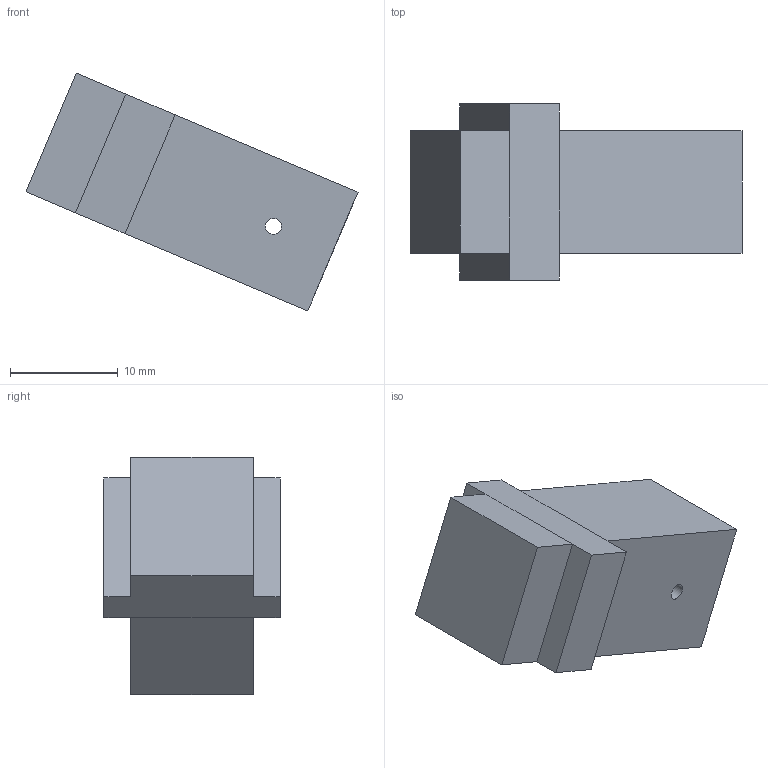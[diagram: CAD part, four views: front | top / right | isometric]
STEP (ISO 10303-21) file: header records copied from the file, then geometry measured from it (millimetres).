
FILE_DESCRIPTION(/* description */ (''),/* implementation_level */ '2;1');
FILE_NAME(/* name */ 'federhülse.step',/* time_stamp */ '2021-12-01T20:38:52+01:00',/* author */ (''),/* organization */ (''),/* preprocessor_version */ 'ST-DEVELOPER v18.1',/* originating_system */ 'Autodesk Translation Framework v10.10.0.1391',/* authorisation */ '');
FILE_SCHEMA (('AUTOMOTIVE_DESIGN { 1 0 10303 214 3 1 1 }'));
Length unit declared in the file: millimetre
Products named in the file (2): Innenträger; Umrisshülle
Assembly tree (1 placements, depth 2):
  Innenträger
    Umrisshülle
Bounding box: 30.88 x 16.4 x 22.12 mm (x, y, z)
Volume: 3875.6 mm3; surface area: 2006.4 mm2
Topology: 1 solids, 1 shells, 31 faces, 77 edges, 48 vertices
Faces by surface type: plane 26, cylinder 5
Full cylindrical faces by diameter (mm): 1.5 x2
Entity records: 969 total; most frequent: CARTESIAN_POINT 159, DIRECTION 155, ORIENTED_EDGE 154, EDGE_CURVE 77, LINE 67, VECTOR 67, VERTEX_POINT 48, AXIS2_PLACEMENT_3D 44
